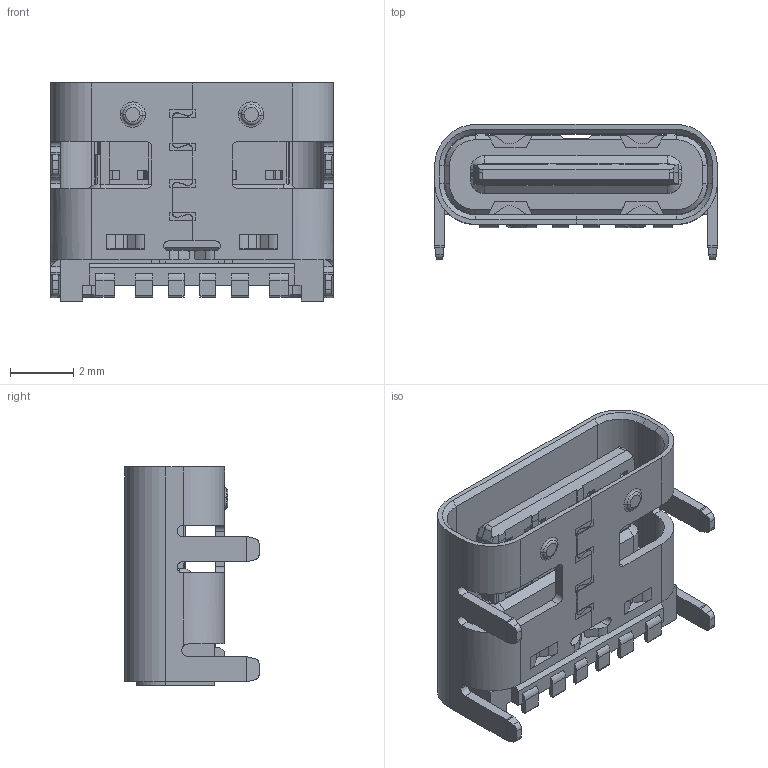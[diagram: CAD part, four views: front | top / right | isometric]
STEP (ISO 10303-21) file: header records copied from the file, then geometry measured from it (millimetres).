
FILE_DESCRIPTION (( 'STEP AP214' ), '1' );
FILE_NAME ('USB4125-GF-A_revA5.STEP', '2025-01-15T03:42:31', ( '' ), ( '' ), 'SwSTEP 2.0', 'SolidWorks 2024', '' );
FILE_SCHEMA (( 'AUTOMOTIVE_DESIGN' ));
Length unit declared in the file: millimetre
Products named in the file (3): USB4125_SHELL_1.0; USB4125 HSG; USB4125-GF-A_revA5
Assembly tree (2 placements, depth 2):
  USB4125-GF-A_revA5
    USB4125_SHELL_1.0
    USB4125 HSG
Bounding box: 8.94 x 4.26 x 6.9 mm (x, y, z)
Volume: 91.3 mm3; surface area: 457 mm2
Topology: 2 solids, 4 shells, 904 faces, 2495 edges, 1606 vertices
Faces by surface type: plane 681, cylinder 171, cone 24, torus 20, bspline 4, sphere 4
Entity records: 29766 total; most frequent: CARTESIAN_POINT 5940, ORIENTED_EDGE 4982, DIRECTION 4412, EDGE_CURVE 2491, VECTOR 1910, LINE 1910, VERTEX_POINT 1606, AXIS2_PLACEMENT_3D 1251
